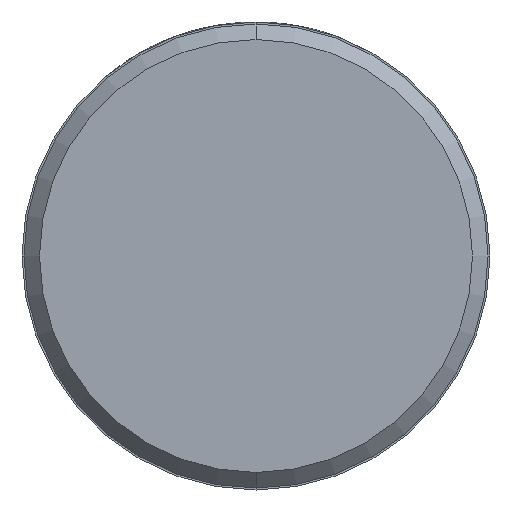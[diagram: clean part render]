
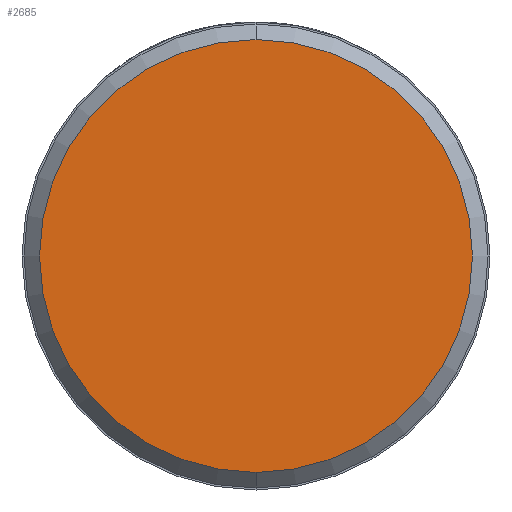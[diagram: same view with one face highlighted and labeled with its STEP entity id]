
A CAD part, front view. The second image highlights one B-rep face of the part: STEP entity #2685.
In plain terms, the highlighted planar face has unit normal (0, -1, 0).
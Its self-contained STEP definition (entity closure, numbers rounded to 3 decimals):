
#93 = PLANE ( 'NONE',  #1095 ) ;
#335 = DIRECTION ( 'NONE',  ( 0., 0., 1. ) ) ;
#518 = EDGE_LOOP ( 'NONE', ( #2393, #1732 ) ) ;
#562 = VERTEX_POINT ( 'NONE', #1867 ) ;
#582 = DIRECTION ( 'NONE',  ( 0., -1., 0. ) ) ;
#626 = CIRCLE ( 'NONE', #1635, 27.75 ) ;
#782 = AXIS2_PLACEMENT_3D ( 'NONE', #2479, #1779, #335 ) ;
#818 = DIRECTION ( 'NONE',  ( 0., 1., 0. ) ) ;
#826 = CARTESIAN_POINT ( 'NONE',  ( 0., 0., 0. ) ) ;
#828 = DIRECTION ( 'NONE',  ( 0., 0., 1. ) ) ;
#1095 = AXIS2_PLACEMENT_3D ( 'NONE', #1998, #818, #828 ) ;
#1096 = VERTEX_POINT ( 'NONE', #1782 ) ;
#1326 = FACE_OUTER_BOUND ( 'NONE', #518, .T. ) ;
#1635 = AXIS2_PLACEMENT_3D ( 'NONE', #826, #582, #2764 ) ;
#1732 = ORIENTED_EDGE ( 'NONE', *, *, #2053, .T. ) ;
#1779 = DIRECTION ( 'NONE',  ( 0., -1., 0. ) ) ;
#1782 = CARTESIAN_POINT ( 'NONE',  ( 0., 0., 27.75 ) ) ;
#1867 = CARTESIAN_POINT ( 'NONE',  ( 0., 0., -27.75 ) ) ;
#1998 = CARTESIAN_POINT ( 'NONE',  ( 0., 0., 0. ) ) ;
#2053 = EDGE_CURVE ( 'NONE', #562, #1096, #626, .T. ) ;
#2393 = ORIENTED_EDGE ( 'NONE', *, *, #2661, .T. ) ;
#2479 = CARTESIAN_POINT ( 'NONE',  ( 0., 0., 0. ) ) ;
#2489 = CIRCLE ( 'NONE', #782, 27.75 ) ;
#2661 = EDGE_CURVE ( 'NONE', #1096, #562, #2489, .T. ) ;
#2685 = ADVANCED_FACE ( 'NONE', ( #1326 ), #93, .F. ) ;
#2764 = DIRECTION ( 'NONE',  ( 0., 0., 1. ) ) ;
